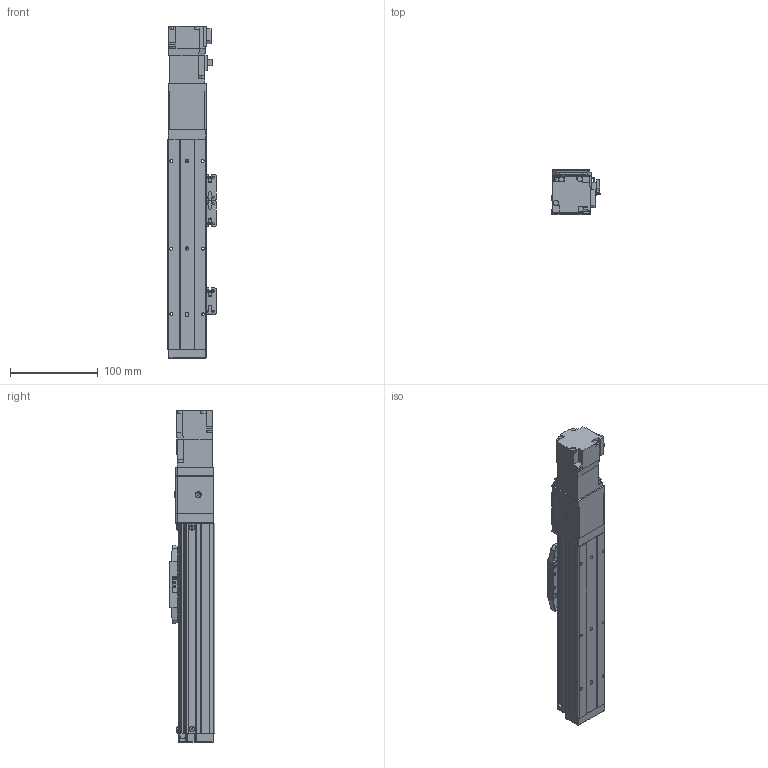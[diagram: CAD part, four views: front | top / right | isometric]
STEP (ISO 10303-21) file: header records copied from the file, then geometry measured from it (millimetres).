
FILE_DESCRIPTION (( 'STEP AP203' ), '1' );
FILE_NAME ('BTH40-100-BC-M05-C4.step', '2021-12-16T00:11:01', ( '微软用户' ), ( '微软中国' ), 'SwSTEP 2.0', 'SolidWorks 2020', '' );
FILE_SCHEMA (( 'CONFIG_CONTROL_DESIGN' ));
Length unit declared in the file: millimetre
Products named in the file (19): BTH40-003; GBT96.1-2002 3×0.8; BTH40-017; BTH40-006; BTH40-022; BTH40-005-1; BTH-M3X5X6; GBT 70.1-M2.5×6; BTH40-100-BC-M05-C4; GBT70.1-2000 M3×16; BTH40-004; BTH50-028; BTH40-013; BTH50-023; HG-KR13; BTH40-001-50_BTH40-001-100; BTH50-024; GBT 70.1-M3℅6; GBT 70.3-M3℅6
Assembly tree (49 placements, depth 2):
  BTH40-100-BC-M05-C4
    BTH40-001-50_BTH40-001-100
    BTH40-003
    BTH40-006
    BTH-M3X5X6  x10
    GBT70.1-2000 M3×16  x4
    BTH50-028  x2
    BTH50-023  x3
    BTH50-024  x3
    GBT 70.1-M3℅6  x6
    GBT96.1-2002 3×0.8  x6
    BTH40-022
    GBT 70.1-M2.5×6  x2
    BTH40-004
    BTH40-013
    HG-KR13
    GBT 70.3-M3℅6  x4
    BTH40-017
    BTH40-005-1
Bounding box: 55.2 x 52 x 379.4 mm (x, y, z)
Volume: 623658.3 mm3; surface area: 146104.2 mm2
Topology: 51 solids, 51 shells, 1946 faces, 4573 edges, 2828 vertices
Faces by surface type: plane 1088, cylinder 449, cone 257, torus 132, bspline 16, sphere 4
Entity records: 37243 total; most frequent: CARTESIAN_POINT 6742, DIRECTION 5832, ORIENTED_EDGE 5608, EDGE_CURVE 2804, LINE 1998, VECTOR 1998, AXIS2_PLACEMENT_3D 1917, VERTEX_POINT 1759
